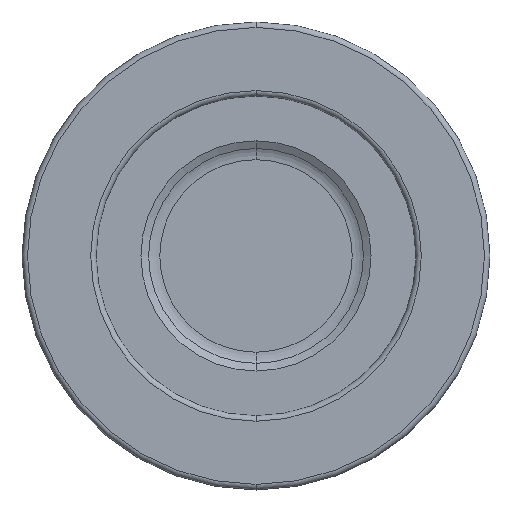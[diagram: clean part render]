
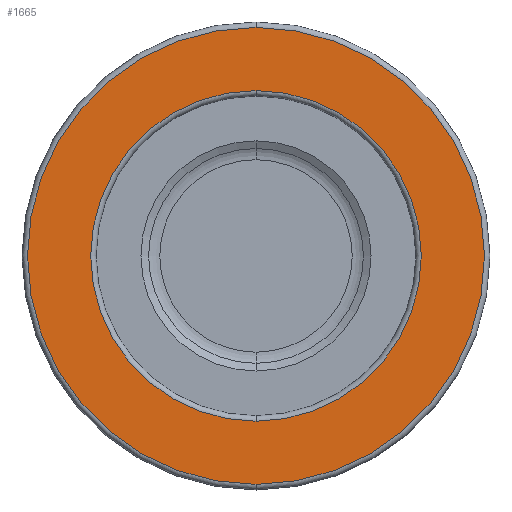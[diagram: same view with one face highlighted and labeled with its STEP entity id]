
A CAD part, top view. The second image highlights one B-rep face of the part: STEP entity #1665.
In plain terms, the highlighted planar face has unit normal (0, 0, 1).
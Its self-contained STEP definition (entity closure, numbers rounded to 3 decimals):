
#1377=CARTESIAN_POINT('',(0.,0.,40.));
#1378=DIRECTION('',(0.,0.,-1.));
#1379=DIRECTION('',(0.,1.,0.));
#1380=AXIS2_PLACEMENT_3D('',#1377,#1378,#1379);
#1382=CARTESIAN_POINT('',(0.,0.,40.));
#1383=DIRECTION('',(0.,0.,1.));
#1384=DIRECTION('',(0.,1.,0.));
#1385=AXIS2_PLACEMENT_3D('',#1382,#1383,#1384);
#1387=CARTESIAN_POINT('',(0.,0.,40.));
#1388=DIRECTION('',(0.,0.,-1.));
#1389=DIRECTION('',(0.,1.,0.));
#1390=AXIS2_PLACEMENT_3D('',#1387,#1388,#1389);
#1392=CARTESIAN_POINT('',(0.,0.,40.));
#1393=DIRECTION('',(0.,0.,-1.));
#1394=DIRECTION('',(0.,-1.,0.));
#1395=AXIS2_PLACEMENT_3D('',#1392,#1393,#1394);
#1442=CARTESIAN_POINT('',(0.,30.77,40.));
#1444=VERTEX_POINT('',#1442);
#1446=CARTESIAN_POINT('',(0.,-30.77,40.));
#1448=VERTEX_POINT('',#1446);
#1453=CARTESIAN_POINT('',(0.,22.262,40.));
#1454=CARTESIAN_POINT('',(0.,-22.262,40.));
#1455=VERTEX_POINT('',#1453);
#1456=VERTEX_POINT('',#1454);
#1650=CARTESIAN_POINT('',(0.,0.,40.));
#1651=DIRECTION('',(0.,0.,-1.));
#1652=DIRECTION('',(0.,1.,0.));
#1653=AXIS2_PLACEMENT_3D('',#1650,#1651,#1652);
#1654=PLANE('',#1653);
#1655=ORIENTED_EDGE('',*,*,#1618,.T.);
#1656=ORIENTED_EDGE('',*,*,#1636,.F.);
#1657=EDGE_LOOP('',(#1655,#1656));
#1658=FACE_OUTER_BOUND('',#1657,.F.);
#1660=ORIENTED_EDGE('',*,*,#1659,.F.);
#1662=ORIENTED_EDGE('',*,*,#1661,.F.);
#1663=EDGE_LOOP('',(#1660,#1662));
#1664=FACE_BOUND('',#1663,.F.);
#1381=CIRCLE('',#1380,30.77);
#1386=CIRCLE('',#1385,30.77);
#1391=CIRCLE('',#1390,22.262);
#1396=CIRCLE('',#1395,22.262);
#1618=EDGE_CURVE('',#1444,#1448,#1381,.T.);
#1636=EDGE_CURVE('',#1444,#1448,#1386,.T.);
#1659=EDGE_CURVE('',#1455,#1456,#1391,.T.);
#1661=EDGE_CURVE('',#1456,#1455,#1396,.T.);
#1665=ADVANCED_FACE('',(#1658,#1664),#1654,.F.);
